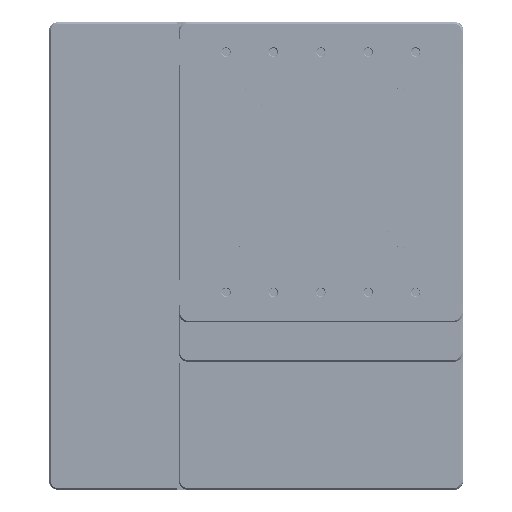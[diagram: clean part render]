
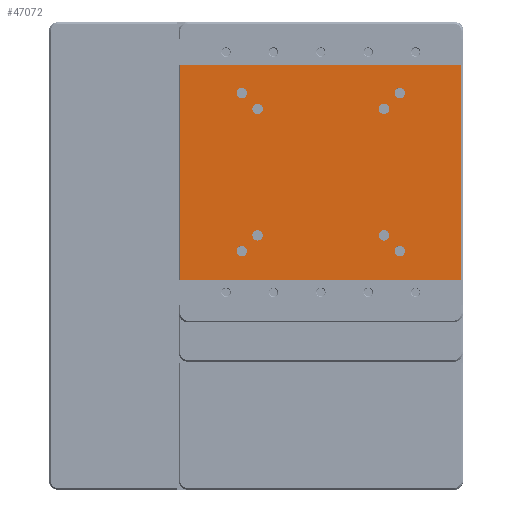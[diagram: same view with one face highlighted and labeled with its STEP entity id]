
A CAD part, top view. The second image highlights one B-rep face of the part: STEP entity #47072.
In plain terms, the highlighted planar face has unit normal (0, 0, 1).
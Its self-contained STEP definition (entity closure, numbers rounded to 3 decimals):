
#38 = ORIENTED_EDGE ( 'NONE', *, *, #34598, .T. ) ;
#198 = ORIENTED_EDGE ( 'NONE', *, *, #19198, .T. ) ;
#773 = CARTESIAN_POINT ( 'NONE',  ( 30., 25.85, 133. ) ) ;
#1189 = VERTEX_POINT ( 'NONE', #70933 ) ;
#1478 = AXIS2_PLACEMENT_3D ( 'NONE', #16462, #30142, #45159 ) ;
#1642 = EDGE_LOOP ( 'NONE', ( #65836 ) ) ;
#2622 = EDGE_LOOP ( 'NONE', ( #38 ) ) ;
#3110 = DIRECTION ( 'NONE',  ( 0., 0., -1. ) ) ;
#3912 = EDGE_CURVE ( 'NONE', #37011, #18917, #64134, .T. ) ;
#5173 = EDGE_CURVE ( 'NONE', #1189, #46909, #59196, .T. ) ;
#5958 = CARTESIAN_POINT ( 'NONE',  ( 25., 22.5, 133. ) ) ;
#6384 = CIRCLE ( 'NONE', #39441, 1.65 ) ;
#6929 = EDGE_LOOP ( 'NONE', ( #45836 ) ) ;
#8848 = AXIS2_PLACEMENT_3D ( 'NONE', #46971, #69036, #90240 ) ;
#8974 = CIRCLE ( 'NONE', #1478, 1.65 ) ;
#10660 = CARTESIAN_POINT ( 'NONE',  ( 25., -19.15, 133. ) ) ;
#11994 = CARTESIAN_POINT ( 'NONE',  ( 49.5, 50., 133. ) ) ;
#12792 = DIRECTION ( 'NONE',  ( 0., 0., -1. ) ) ;
#14252 = CARTESIAN_POINT ( 'NONE',  ( 25., -17.5, 133. ) ) ;
#15906 = EDGE_CURVE ( 'NONE', #18917, #1189, #57661, .T. ) ;
#16207 = ORIENTED_EDGE ( 'NONE', *, *, #3912, .T. ) ;
#16462 = CARTESIAN_POINT ( 'NONE',  ( 30., 27.5, 133. ) ) ;
#16774 = FACE_BOUND ( 'NONE', #88339, .T. ) ;
#18678 = ORIENTED_EDGE ( 'NONE', *, *, #23963, .T. ) ;
#18917 = VERTEX_POINT ( 'NONE', #54469 ) ;
#19198 = EDGE_CURVE ( 'NONE', #50801, #50801, #72034, .T. ) ;
#19566 = CARTESIAN_POINT ( 'NONE',  ( -20., 25.85, 133. ) ) ;
#19958 = DIRECTION ( 'NONE',  ( -1., 0., 0. ) ) ;
#20840 = CARTESIAN_POINT ( 'NONE',  ( 49.5, 36.5, 133. ) ) ;
#21590 = DIRECTION ( 'NONE',  ( 1., 0., 0. ) ) ;
#21708 = DIRECTION ( 'NONE',  ( 0., -1., 0. ) ) ;
#21713 = AXIS2_PLACEMENT_3D ( 'NONE', #65039, #81015, #58931 ) ;
#22000 = FACE_BOUND ( 'NONE', #60863, .T. ) ;
#22820 = EDGE_LOOP ( 'NONE', ( #27668 ) ) ;
#22921 = FACE_BOUND ( 'NONE', #71441, .T. ) ;
#23827 = FACE_BOUND ( 'NONE', #2622, .T. ) ;
#23963 = EDGE_CURVE ( 'NONE', #37490, #37490, #24669, .T. ) ;
#24113 = EDGE_CURVE ( 'NONE', #87376, #87376, #66748, .T. ) ;
#24669 = CIRCLE ( 'NONE', #77243, 1.65 ) ;
#25528 = AXIS2_PLACEMENT_3D ( 'NONE', #39301, #3110, #40220 ) ;
#26735 = EDGE_CURVE ( 'NONE', #68955, #68955, #6384, .T. ) ;
#27021 = CARTESIAN_POINT ( 'NONE',  ( 50., 36.5, 133. ) ) ;
#27668 = ORIENTED_EDGE ( 'NONE', *, *, #26735, .T. ) ;
#29920 = VERTEX_POINT ( 'NONE', #773 ) ;
#29965 = ORIENTED_EDGE ( 'NONE', *, *, #81414, .T. ) ;
#30142 = DIRECTION ( 'NONE',  ( 0., 0., -1. ) ) ;
#30205 = EDGE_LOOP ( 'NONE', ( #32785, #62306, #60760, #16207 ) ) ;
#30450 = DIRECTION ( 'NONE',  ( 0., -1., 0. ) ) ;
#32531 = VECTOR ( 'NONE', #79767, 1000. ) ;
#32785 = ORIENTED_EDGE ( 'NONE', *, *, #15906, .T. ) ;
#34598 = EDGE_CURVE ( 'NONE', #85188, #85188, #83181, .T. ) ;
#34657 = DIRECTION ( 'NONE',  ( 0., 0., -1. ) ) ;
#36480 = VERTEX_POINT ( 'NONE', #92949 ) ;
#37011 = VERTEX_POINT ( 'NONE', #20840 ) ;
#37490 = VERTEX_POINT ( 'NONE', #10660 ) ;
#37953 = FACE_BOUND ( 'NONE', #6929, .T. ) ;
#39301 = CARTESIAN_POINT ( 'NONE',  ( -15., -17.5, 133. ) ) ;
#39441 = AXIS2_PLACEMENT_3D ( 'NONE', #44384, #73090, #74018 ) ;
#40220 = DIRECTION ( 'NONE',  ( 0., -1., 0. ) ) ;
#42473 = DIRECTION ( 'NONE',  ( 0., -1., 0. ) ) ;
#43194 = CIRCLE ( 'NONE', #67242, 1.65 ) ;
#44072 = FACE_OUTER_BOUND ( 'NONE', #30205, .T. ) ;
#44384 = CARTESIAN_POINT ( 'NONE',  ( -20., 27.5, 133. ) ) ;
#45159 = DIRECTION ( 'NONE',  ( 0., -1., 0. ) ) ;
#45836 = ORIENTED_EDGE ( 'NONE', *, *, #24113, .T. ) ;
#46909 = VERTEX_POINT ( 'NONE', #85966 ) ;
#46971 = CARTESIAN_POINT ( 'NONE',  ( -15., 22.5, 133. ) ) ;
#47072 = ADVANCED_FACE ( 'NONE', ( #44072, #16774, #59135, #58662, #23827, #22000, #37953, #22921, #72782 ), #58200, .T. ) ;
#48227 = LINE ( 'NONE', #11994, #79571 ) ;
#50689 = CARTESIAN_POINT ( 'NONE',  ( 50., 50., 133. ) ) ;
#50801 = VERTEX_POINT ( 'NONE', #88399 ) ;
#51071 = CARTESIAN_POINT ( 'NONE',  ( -39.5, 50., 133. ) ) ;
#51895 = VERTEX_POINT ( 'NONE', #52337 ) ;
#52337 = CARTESIAN_POINT ( 'NONE',  ( -15., 20.85, 133. ) ) ;
#54469 = CARTESIAN_POINT ( 'NONE',  ( -39.5, 36.5, 133. ) ) ;
#54937 = DIRECTION ( 'NONE',  ( 0., -1., 0. ) ) ;
#55093 = EDGE_CURVE ( 'NONE', #36480, #36480, #43194, .T. ) ;
#57661 = LINE ( 'NONE', #51071, #32531 ) ;
#58200 = PLANE ( 'NONE',  #75741 ) ;
#58662 = FACE_BOUND ( 'NONE', #65695, .T. ) ;
#58931 = DIRECTION ( 'NONE',  ( 0., -1., 0. ) ) ;
#59135 = FACE_BOUND ( 'NONE', #1642, .T. ) ;
#59148 = CARTESIAN_POINT ( 'NONE',  ( 30., -24.15, 133. ) ) ;
#59196 = LINE ( 'NONE', #72852, #69870 ) ;
#60760 = ORIENTED_EDGE ( 'NONE', *, *, #79328, .T. ) ;
#60863 = EDGE_LOOP ( 'NONE', ( #29965 ) ) ;
#62306 = ORIENTED_EDGE ( 'NONE', *, *, #5173, .T. ) ;
#62330 = DIRECTION ( 'NONE',  ( 0., 1., 0. ) ) ;
#64134 = LINE ( 'NONE', #27021, #78509 ) ;
#65039 = CARTESIAN_POINT ( 'NONE',  ( 30., -22.5, 133. ) ) ;
#65695 = EDGE_LOOP ( 'NONE', ( #18678 ) ) ;
#65836 = ORIENTED_EDGE ( 'NONE', *, *, #91614, .T. ) ;
#65910 = CIRCLE ( 'NONE', #8848, 1.65 ) ;
#66748 = CIRCLE ( 'NONE', #21713, 1.65 ) ;
#67242 = AXIS2_PLACEMENT_3D ( 'NONE', #86158, #12792, #21708 ) ;
#68955 = VERTEX_POINT ( 'NONE', #19566 ) ;
#69036 = DIRECTION ( 'NONE',  ( 0., 0., -1. ) ) ;
#69870 = VECTOR ( 'NONE', #21590, 1000. ) ;
#70933 = CARTESIAN_POINT ( 'NONE',  ( -39.5, -31.5, 133. ) ) ;
#71441 = EDGE_LOOP ( 'NONE', ( #73722 ) ) ;
#72034 = CIRCLE ( 'NONE', #25528, 1.65 ) ;
#72782 = FACE_BOUND ( 'NONE', #22820, .T. ) ;
#72852 = CARTESIAN_POINT ( 'NONE',  ( 50., -31.5, 133. ) ) ;
#73090 = DIRECTION ( 'NONE',  ( 0., 0., -1. ) ) ;
#73722 = ORIENTED_EDGE ( 'NONE', *, *, #55093, .T. ) ;
#74018 = DIRECTION ( 'NONE',  ( 0., -1., 0. ) ) ;
#75741 = AXIS2_PLACEMENT_3D ( 'NONE', #50689, #88283, #30450 ) ;
#77243 = AXIS2_PLACEMENT_3D ( 'NONE', #14252, #85297, #42473 ) ;
#78509 = VECTOR ( 'NONE', #19958, 1000. ) ;
#79328 = EDGE_CURVE ( 'NONE', #46909, #37011, #48227, .T. ) ;
#79571 = VECTOR ( 'NONE', #62330, 1000. ) ;
#79767 = DIRECTION ( 'NONE',  ( 0., -1., 0. ) ) ;
#81015 = DIRECTION ( 'NONE',  ( 0., 0., -1. ) ) ;
#81414 = EDGE_CURVE ( 'NONE', #29920, #29920, #8974, .T. ) ;
#83181 = CIRCLE ( 'NONE', #87656, 1.65 ) ;
#84261 = CARTESIAN_POINT ( 'NONE',  ( 25., 20.85, 133. ) ) ;
#85188 = VERTEX_POINT ( 'NONE', #84261 ) ;
#85297 = DIRECTION ( 'NONE',  ( 0., 0., -1. ) ) ;
#85966 = CARTESIAN_POINT ( 'NONE',  ( 49.5, -31.5, 133. ) ) ;
#86158 = CARTESIAN_POINT ( 'NONE',  ( -20., -22.5, 133. ) ) ;
#87376 = VERTEX_POINT ( 'NONE', #59148 ) ;
#87656 = AXIS2_PLACEMENT_3D ( 'NONE', #5958, #34657, #54937 ) ;
#88283 = DIRECTION ( 'NONE',  ( 0., 0., 1. ) ) ;
#88339 = EDGE_LOOP ( 'NONE', ( #198 ) ) ;
#88399 = CARTESIAN_POINT ( 'NONE',  ( -15., -19.15, 133. ) ) ;
#90240 = DIRECTION ( 'NONE',  ( 0., -1., 0. ) ) ;
#91614 = EDGE_CURVE ( 'NONE', #51895, #51895, #65910, .T. ) ;
#92949 = CARTESIAN_POINT ( 'NONE',  ( -20., -24.15, 133. ) ) ;
